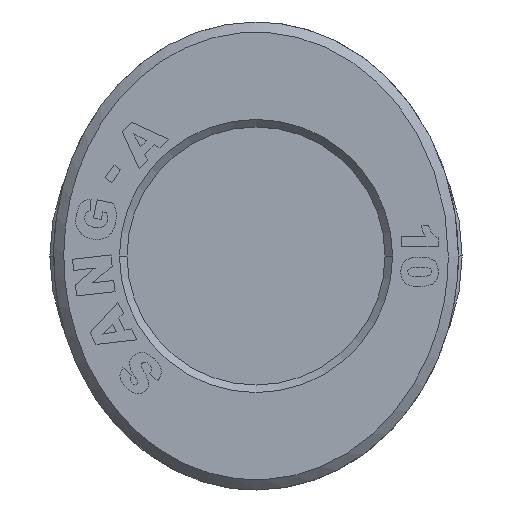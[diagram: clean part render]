
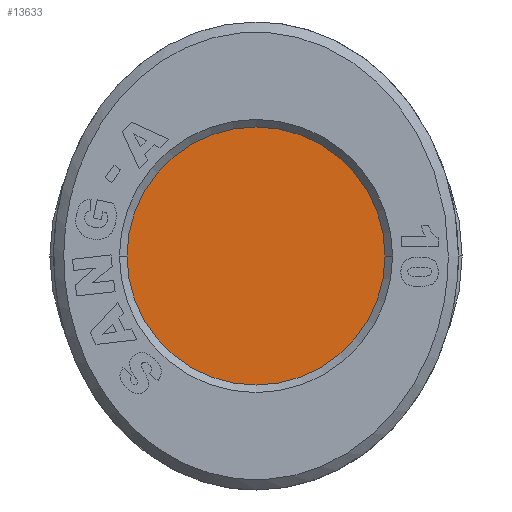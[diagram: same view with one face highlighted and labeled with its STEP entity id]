
A CAD part, left-side view. The second image highlights one B-rep face of the part: STEP entity #13633.
In plain terms, the highlighted planar face has unit normal (-1, 0, 0).
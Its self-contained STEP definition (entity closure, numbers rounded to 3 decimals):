
#424=CARTESIAN_POINT('',(1.472,0.,5.097));
#425=VERTEX_POINT('',#424);
#434=CARTESIAN_POINT('',(1.472,0.,-5.103));
#435=VERTEX_POINT('',#434);
#436=CARTESIAN_POINT('',(1.472,0.,-0.003));
#437=DIRECTION('',(1.0,0.0,0.0));
#438=DIRECTION('',(0.0,0.0,1.0));
#439=AXIS2_PLACEMENT_3D('',#436,#437,#438);
#440=CIRCLE('',#439,5.1);
#441=EDGE_CURVE('',#425,#435,#440,.T.);
#13614=CARTESIAN_POINT('',(1.472,0.,-0.003));
#13615=DIRECTION('',(1.0,0.0,0.0));
#13616=DIRECTION('',(0.0,0.0,1.0));
#13617=AXIS2_PLACEMENT_3D('',#13614,#13615,#13616);
#13618=CIRCLE('',#13617,5.1);
#13619=EDGE_CURVE('',#435,#425,#13618,.T.);
#13624=CARTESIAN_POINT('',(1.472,0.,-0.003));
#13625=DIRECTION('',(1.0,0.0,0.0));
#13626=DIRECTION('',(0.0,0.0,1.0));
#13627=AXIS2_PLACEMENT_3D('',#13624,#13625,#13626);
#13628=PLANE('',#13627);
#13629=ORIENTED_EDGE('',*,*,#441,.F.);
#13630=ORIENTED_EDGE('',*,*,#13619,.F.);
#13631=EDGE_LOOP('',(#13629,#13630));
#13632=FACE_OUTER_BOUND('',#13631,.T.);
#13633=ADVANCED_FACE('',(#13632),#13628,.F.);
